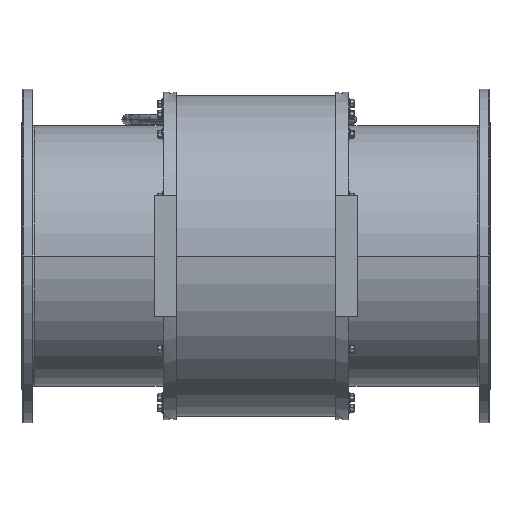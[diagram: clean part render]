
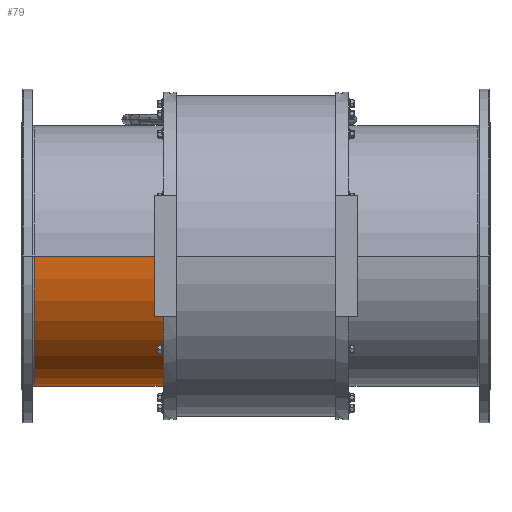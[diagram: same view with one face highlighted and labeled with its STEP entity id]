
A CAD part, front view. The second image highlights one B-rep face of the part: STEP entity #79.
In plain terms, the highlighted cylindrical face has radius 388.5 mm (diameter 777 mm), a partial arc.
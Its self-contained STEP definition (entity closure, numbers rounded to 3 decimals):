
#79 = ADVANCED_FACE ( 'NONE', ( #6416 ), #6699, .T. ) ;
#785 = EDGE_CURVE ( 'NONE', #5372, #16893, #1346, .T. ) ;
#852 = VERTEX_POINT ( 'NONE', #13092 ) ;
#1346 = CIRCLE ( 'NONE', #19109, 388.5 ) ;
#1501 = DIRECTION ( 'NONE',  ( -1., 0., 0. ) ) ;
#2152 = CIRCLE ( 'NONE', #4875, 388.5 ) ;
#2241 = DIRECTION ( 'NONE',  ( 0., -1., 0. ) ) ;
#4875 = AXIS2_PLACEMENT_3D ( 'NONE', #5799, #12191, #20653 ) ;
#5331 = VECTOR ( 'NONE', #1501, 1000. ) ;
#5372 = VERTEX_POINT ( 'NONE', #14414 ) ;
#5799 = CARTESIAN_POINT ( 'NONE',  ( -661.5, 0., 0. ) ) ;
#6416 = FACE_OUTER_BOUND ( 'NONE', #17603, .T. ) ;
#6457 = CARTESIAN_POINT ( 'NONE',  ( -277.5, -388.5, 0. ) ) ;
#6492 = VECTOR ( 'NONE', #14708, 1000. ) ;
#6699 = CYLINDRICAL_SURFACE ( 'NONE', #15504, 388.5 ) ;
#6854 = ORIENTED_EDGE ( 'NONE', *, *, #25261, .T. ) ;
#7453 = EDGE_CURVE ( 'NONE', #852, #13580, #2152, .T. ) ;
#8726 = CARTESIAN_POINT ( 'NONE',  ( -698.5, 388.5, 0. ) ) ;
#10989 = DIRECTION ( 'NONE',  ( -1., 0., 0. ) ) ;
#11312 = EDGE_CURVE ( 'NONE', #5372, #13580, #18753, .T. ) ;
#12191 = DIRECTION ( 'NONE',  ( 1., 0., 0. ) ) ;
#12964 = DIRECTION ( 'NONE',  ( 0., 0., 1. ) ) ;
#13092 = CARTESIAN_POINT ( 'NONE',  ( -661.5, -388.5, 0. ) ) ;
#13368 = DIRECTION ( 'NONE',  ( -1., 0., 0. ) ) ;
#13580 = VERTEX_POINT ( 'NONE', #18204 ) ;
#14414 = CARTESIAN_POINT ( 'NONE',  ( -277.5, 388.5, 0. ) ) ;
#14708 = DIRECTION ( 'NONE',  ( -1., 0., 0. ) ) ;
#14884 = CARTESIAN_POINT ( 'NONE',  ( -698.5, 0., 0. ) ) ;
#15312 = CARTESIAN_POINT ( 'NONE',  ( -277.5, 0., 0. ) ) ;
#15504 = AXIS2_PLACEMENT_3D ( 'NONE', #14884, #10989, #2241 ) ;
#16787 = ORIENTED_EDGE ( 'NONE', *, *, #7453, .T. ) ;
#16857 = ORIENTED_EDGE ( 'NONE', *, *, #11312, .F. ) ;
#16893 = VERTEX_POINT ( 'NONE', #6457 ) ;
#16912 = ORIENTED_EDGE ( 'NONE', *, *, #785, .T. ) ;
#17603 = EDGE_LOOP ( 'NONE', ( #16857, #16912, #6854, #16787 ) ) ;
#18204 = CARTESIAN_POINT ( 'NONE',  ( -661.5, 388.5, 0. ) ) ;
#18753 = LINE ( 'NONE', #8726, #6492 ) ;
#19109 = AXIS2_PLACEMENT_3D ( 'NONE', #15312, #13368, #12964 ) ;
#20653 = DIRECTION ( 'NONE',  ( 0., -1., 0. ) ) ;
#24843 = CARTESIAN_POINT ( 'NONE',  ( -698.5, -388.5, 0. ) ) ;
#25261 = EDGE_CURVE ( 'NONE', #16893, #852, #27070, .T. ) ;
#27070 = LINE ( 'NONE', #24843, #5331 ) ;
